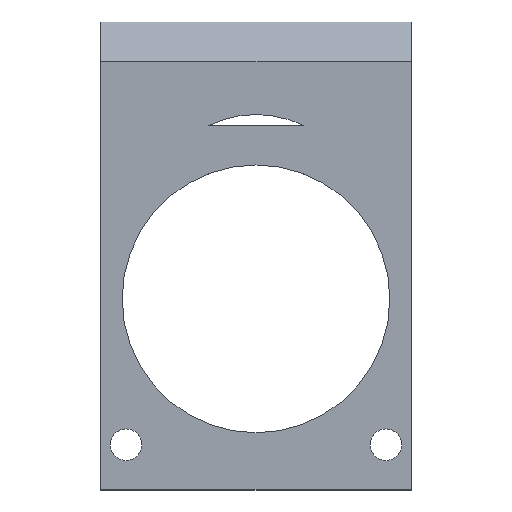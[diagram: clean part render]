
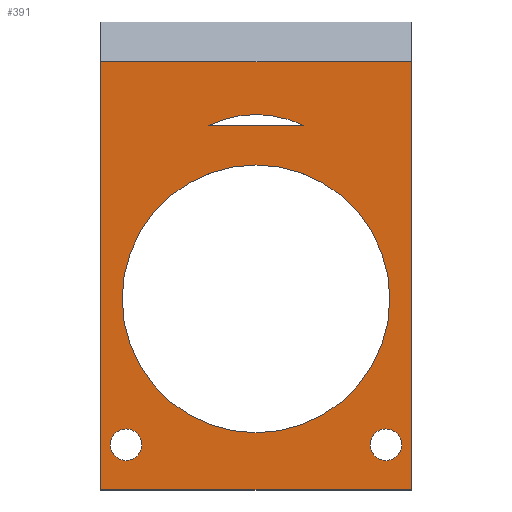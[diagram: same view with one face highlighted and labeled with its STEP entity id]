
A CAD part, top view. The second image highlights one B-rep face of the part: STEP entity #391.
In plain terms, the highlighted planar face has unit normal (0, 0, 1).
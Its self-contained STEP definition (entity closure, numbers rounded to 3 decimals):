
#19=FACE_BOUND('',#75,.T.);
#20=FACE_BOUND('',#76,.T.);
#21=FACE_BOUND('',#77,.T.);
#22=FACE_BOUND('',#78,.T.);
#24=ELLIPSE('',#432,18.385,13.);
#33=PLANE('',#445);
#50=FACE_OUTER_BOUND('',#74,.T.);
#74=EDGE_LOOP('',(#316,#317,#318,#319));
#75=EDGE_LOOP('',(#320,#321));
#76=EDGE_LOOP('',(#322));
#77=EDGE_LOOP('',(#323));
#78=EDGE_LOOP('',(#324));
#98=CIRCLE('',#443,11.85);
#99=CIRCLE('',#446,1.4);
#100=CIRCLE('',#447,1.4);
#112=LINE('',#600,#150);
#122=LINE('',#645,#160);
#124=LINE('',#649,#162);
#125=LINE('',#651,#163);
#126=LINE('',#652,#164);
#150=VECTOR('',#484,10.);
#160=VECTOR('',#528,10.);
#162=VECTOR('',#532,10.);
#163=VECTOR('',#533,10.);
#164=VECTOR('',#534,10.);
#187=VERTEX_POINT('',#598);
#188=VERTEX_POINT('',#599);
#202=VERTEX_POINT('',#635);
#205=VERTEX_POINT('',#642);
#206=VERTEX_POINT('',#644);
#207=VERTEX_POINT('',#648);
#208=VERTEX_POINT('',#650);
#209=VERTEX_POINT('',#653);
#210=VERTEX_POINT('',#655);
#226=EDGE_CURVE('',#187,#188,#112,.T.);
#232=EDGE_CURVE('',#188,#187,#24,.T.);
#244=EDGE_CURVE('',#202,#202,#98,.T.);
#248=EDGE_CURVE('',#206,#205,#122,.T.);
#250=EDGE_CURVE('',#205,#207,#124,.T.);
#251=EDGE_CURVE('',#207,#208,#125,.T.);
#252=EDGE_CURVE('',#208,#206,#126,.T.);
#253=EDGE_CURVE('',#209,#209,#99,.T.);
#254=EDGE_CURVE('',#210,#210,#100,.T.);
#316=ORIENTED_EDGE('',*,*,#248,.T.);
#317=ORIENTED_EDGE('',*,*,#250,.T.);
#318=ORIENTED_EDGE('',*,*,#251,.T.);
#319=ORIENTED_EDGE('',*,*,#252,.T.);
#320=ORIENTED_EDGE('',*,*,#232,.T.);
#321=ORIENTED_EDGE('',*,*,#226,.T.);
#322=ORIENTED_EDGE('',*,*,#244,.T.);
#323=ORIENTED_EDGE('',*,*,#253,.T.);
#324=ORIENTED_EDGE('',*,*,#254,.T.);
#391=ADVANCED_FACE('',(#50,#19,#20,#21,#22),#33,.T.);
#432=AXIS2_PLACEMENT_3D('',#611,#495,#496);
#443=AXIS2_PLACEMENT_3D('',#636,#521,#522);
#445=AXIS2_PLACEMENT_3D('',#647,#530,#531);
#446=AXIS2_PLACEMENT_3D('',#654,#535,#536);
#447=AXIS2_PLACEMENT_3D('',#656,#537,#538);
#484=DIRECTION('',(-1.,0.,0.));
#495=DIRECTION('center_axis',(0.,0.,
-1.));
#496=DIRECTION('ref_axis',(0.,1.,0.));
#521=DIRECTION('center_axis',(0.,0.,
-1.));
#522=DIRECTION('ref_axis',(-1.,0.,0.));
#528=DIRECTION('',(-1.,0.,0.));
#530=DIRECTION('center_axis',(0.,0.,
1.));
#531=DIRECTION('ref_axis',(1.,0.,0.));
#532=DIRECTION('',(0.,-1.,0.));
#533=DIRECTION('',(1.,0.,0.));
#534=DIRECTION('',(0.,1.,0.));
#535=DIRECTION('center_axis',(0.,0.,
-1.));
#536=DIRECTION('ref_axis',(-1.,0.,0.));
#537=DIRECTION('center_axis',(0.,0.,
-1.));
#538=DIRECTION('ref_axis',(-1.,0.,0.));
#598=CARTESIAN_POINT('',(4.137,15.361,3.6));
#599=CARTESIAN_POINT('',(-4.137,15.361,3.6));
#600=CARTESIAN_POINT('',(0.,15.361,3.6));
#611=CARTESIAN_POINT('Origin',(0.,-2.068,3.6));
#635=CARTESIAN_POINT('',(11.85,0.,3.6));
#636=CARTESIAN_POINT('Origin',(0.,0.,3.6));
#642=CARTESIAN_POINT('',(-13.75,20.978,3.6));
#644=CARTESIAN_POINT('',(13.75,20.978,3.6));
#645=CARTESIAN_POINT('',(13.75,20.978,3.6));
#647=CARTESIAN_POINT('Origin',(0.,2.032,3.6));
#648=CARTESIAN_POINT('',(-13.75,-16.913,3.6));
#649=CARTESIAN_POINT('',(-13.75,20.978,3.6));
#650=CARTESIAN_POINT('',(13.75,-16.913,3.6));
#651=CARTESIAN_POINT('',(-13.75,-16.913,3.6));
#652=CARTESIAN_POINT('',(13.75,-16.913,3.6));
#653=CARTESIAN_POINT('',(12.9,-12.913,3.6));
#654=CARTESIAN_POINT('Origin',(11.5,-12.913,3.6));
#655=CARTESIAN_POINT('',(-10.1,-12.913,3.6));
#656=CARTESIAN_POINT('Origin',(-11.5,-12.913,3.6));
